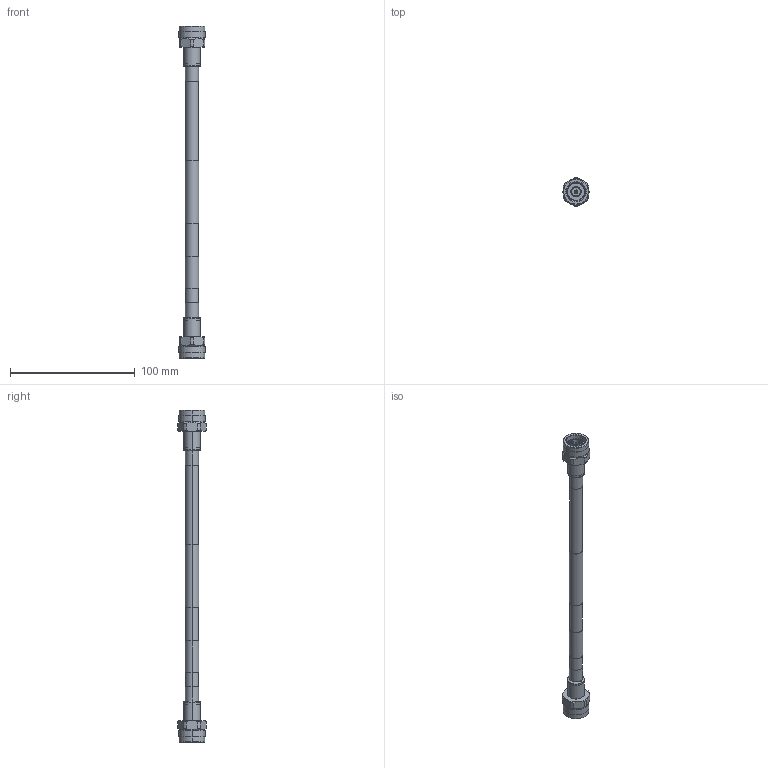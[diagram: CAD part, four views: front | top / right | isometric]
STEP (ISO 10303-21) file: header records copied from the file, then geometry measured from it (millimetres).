
FILE_DESCRIPTION (( 'STEP AP214' ), '1' );
FILE_NAME ('LCCA31058.step', '2022-10-04T19:21:35', ( '' ), ( '' ), 'SwSTEP 2.0', 'SolidWorks 2021', '' );
FILE_SCHEMA (( 'AUTOMOTIVE_DESIGN' ));
Length unit declared in the file: inch
Products named in the file (3): SPP-250-LLPL ^LCCA31058_SPP-375-LLPL; TC-375-NM-LP^LCCA31058_Heat Shrink; LCCA31058
Assembly tree (3 placements, depth 2):
  LCCA31058
    SPP-250-LLPL ^LCCA31058_SPP-375-LLPL
    TC-375-NM-LP^LCCA31058_Heat Shrink  x2
Bounding box: 20.92 x 22.59 x 266.4 mm (x, y, z)
Volume: 25513.4 mm3; surface area: 18167.6 mm2
Topology: 5 solids, 5 shells, 250 faces, 628 edges, 404 vertices
Faces by surface type: cylinder 104, plane 74, cone 54, bspline 18
Entity records: 5454 total; most frequent: CARTESIAN_POINT 2177, DIRECTION 667, ORIENTED_EDGE 658, EDGE_CURVE 329, AXIS2_PLACEMENT_3D 274, VERTEX_POINT 212, EDGE_LOOP 147, CIRCLE 144
